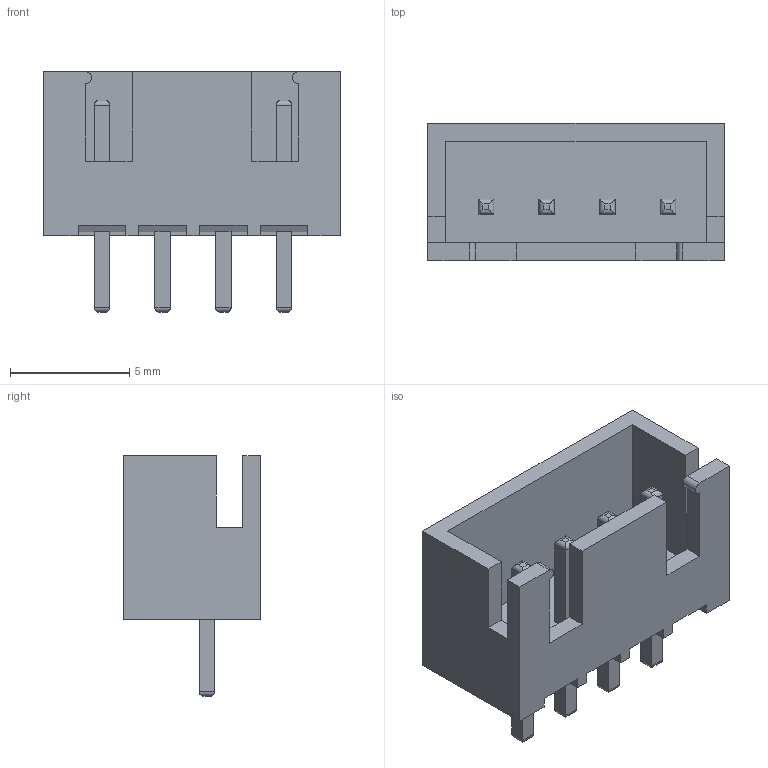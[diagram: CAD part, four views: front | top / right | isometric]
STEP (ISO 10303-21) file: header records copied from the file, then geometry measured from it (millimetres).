
FILE_DESCRIPTION (( 'STEP AP214' ), '1' );
FILE_NAME ('JST 2_54 4x.STEP', '2023-05-13T16:14:10', ( '' ), ( '' ), 'SwSTEP 2.0', 'SolidWorks 2021', '' );
FILE_SCHEMA (( 'AUTOMOTIVE_DESIGN' ));
Length unit declared in the file: millimetre
Products named in the file (1): JST 2_54 4x
Bounding box: 12.42 x 5.75 x 10.08 mm (x, y, z)
Volume: 227 mm3; surface area: 616.2 mm2
Topology: 1 solids, 1 shells, 146 faces, 388 edges, 248 vertices
Faces by surface type: plane 112, cylinder 34
Entity records: 5611 total; most frequent: CARTESIAN_POINT 879, ORIENTED_EDGE 776, DIRECTION 654, EDGE_CURVE 388, VECTOR 352, LINE 352, VERTEX_POINT 248, AXIS2_PLACEMENT_3D 151
